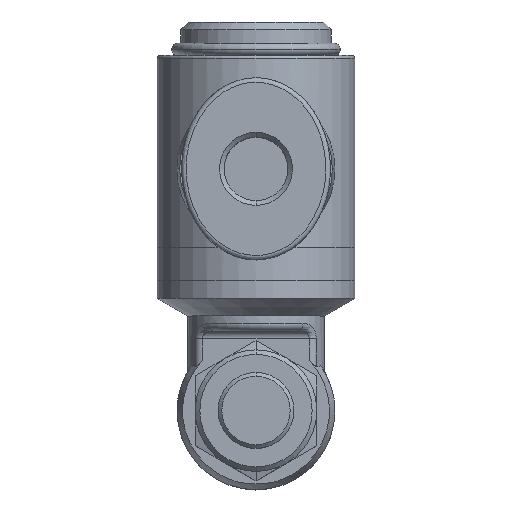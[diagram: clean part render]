
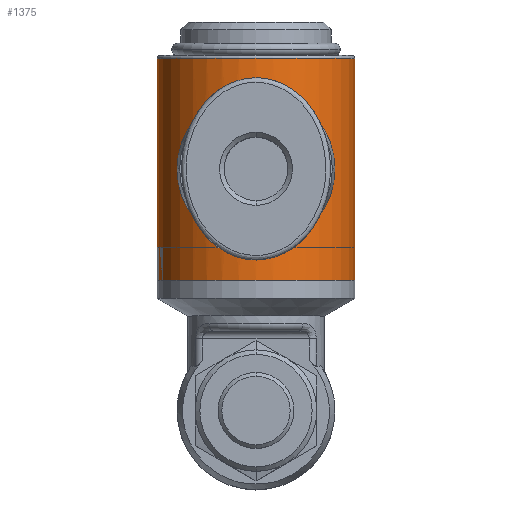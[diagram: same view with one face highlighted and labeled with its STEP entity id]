
A CAD part, top view. The second image highlights one B-rep face of the part: STEP entity #1375.
In plain terms, the highlighted cylindrical face has radius 6.5 mm (diameter 13 mm), a partial arc.
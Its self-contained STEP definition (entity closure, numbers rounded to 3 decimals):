
#999=CARTESIAN_POINT('',(24.714,7.929,7.5));
#1000=VERTEX_POINT('',#999);
#1016=CARTESIAN_POINT('',(17.714,7.929,7.5));
#1017=VERTEX_POINT('',#1016);
#1024=CARTESIAN_POINT('',(24.714,7.929,7.5));
#1025=CARTESIAN_POINT('',(24.714,7.929,7.274));
#1026=CARTESIAN_POINT('',(24.692,7.914,7.043));
#1027=CARTESIAN_POINT('',(24.601,7.858,6.587));
#1028=CARTESIAN_POINT('',(24.532,7.816,6.362));
#1029=CARTESIAN_POINT('',(24.352,7.713,5.933));
#1030=CARTESIAN_POINT('',(24.241,7.652,5.728));
#1031=CARTESIAN_POINT('',(23.986,7.525,5.351));
#1032=CARTESIAN_POINT('',(23.842,7.459,5.178));
#1033=CARTESIAN_POINT('',(23.536,7.333,4.873));
#1034=CARTESIAN_POINT('',(23.364,7.269,4.729));
#1035=CARTESIAN_POINT('',(22.986,7.149,4.473));
#1036=CARTESIAN_POINT('',(22.781,7.094,4.362));
#1037=CARTESIAN_POINT('',(22.351,7.003,4.182));
#1038=CARTESIAN_POINT('',(22.126,6.966,4.113));
#1039=CARTESIAN_POINT('',(21.669,6.918,4.022));
#1040=CARTESIAN_POINT('',(21.438,6.906,4.0));
#1041=CARTESIAN_POINT('',(20.989,6.906,4.0));
#1042=CARTESIAN_POINT('',(20.758,6.918,4.022));
#1043=CARTESIAN_POINT('',(20.302,6.966,4.113));
#1044=CARTESIAN_POINT('',(20.076,7.003,4.182));
#1045=CARTESIAN_POINT('',(19.646,7.094,4.362));
#1046=CARTESIAN_POINT('',(19.441,7.149,4.473));
#1047=CARTESIAN_POINT('',(19.064,7.269,4.729));
#1048=CARTESIAN_POINT('',(18.891,7.333,4.873));
#1049=CARTESIAN_POINT('',(18.586,7.459,5.178));
#1050=CARTESIAN_POINT('',(18.442,7.525,5.351));
#1051=CARTESIAN_POINT('',(18.187,7.652,5.728));
#1052=CARTESIAN_POINT('',(18.075,7.713,5.933));
#1053=CARTESIAN_POINT('',(17.896,7.816,6.362));
#1054=CARTESIAN_POINT('',(17.827,7.858,6.587));
#1055=CARTESIAN_POINT('',(17.736,7.914,7.043));
#1056=CARTESIAN_POINT('',(17.714,7.929,7.274));
#1057=CARTESIAN_POINT('',(17.714,7.929,7.5));
#1058=B_SPLINE_CURVE_WITH_KNOTS('',3,(#1024,#1025,#1026,#1027,#1028,#1029,#1030,#1031,#1032,#1033,#1034,#1035,#1036,#1037,#1038,#1039,#1040,#1041,#1042,#1043,#1044,#1045,#1046,#1047,#1048,#1049,#1050,#1051,#1052,#1053,#1054,#1055,#1056,#1057),.UNSPECIFIED.,.F.,.U.,(4,2,2,2,2,2,2,2,2,2,2,2,2,2,2,2,4),(0.0,0.677,1.353,2.03,2.706,3.38,4.054,4.728,5.402,6.076,6.75,7.424,8.098,8.774,9.451,10.127,10.804),.UNSPECIFIED.);
#1059=EDGE_CURVE('',#1000,#1017,#1058,.T.);
#1265=CARTESIAN_POINT('',(14.714,13.406,14.8));
#1266=VERTEX_POINT('',#1265);
#1276=CARTESIAN_POINT('',(27.714,13.406,14.8));
#1277=VERTEX_POINT('',#1276);
#1278=CARTESIAN_POINT('',(21.214,13.406,14.8));
#1279=DIRECTION('',(0.0,0.0,1.0));
#1280=DIRECTION('',(-1.0,0.0,0.0));
#1281=AXIS2_PLACEMENT_3D('',#1278,#1279,#1280);
#1282=CIRCLE('',#1281,6.5);
#1283=EDGE_CURVE('',#1266,#1277,#1282,.T.);
#1304=CARTESIAN_POINT('',(21.214,13.406,0.0));
#1305=DIRECTION('',(0.0,0.0,1.0));
#1306=DIRECTION('',(1.0,0.0,0.0));
#1307=AXIS2_PLACEMENT_3D('',#1304,#1305,#1306);
#1308=CYLINDRICAL_SURFACE('',#1307,6.5);
#1309=CARTESIAN_POINT('',(27.714,13.406,0.2));
#1310=VERTEX_POINT('',#1309);
#1311=CARTESIAN_POINT('',(27.714,13.406,14.8));
#1312=DIRECTION('',(0.0,0.0,-1.0));
#1313=VECTOR('',#1312,14.6);
#1314=LINE('',#1311,#1313);
#1315=EDGE_CURVE('',#1277,#1310,#1314,.T.);
#1316=ORIENTED_EDGE('',*,*,#1315,.F.);
#1317=ORIENTED_EDGE('',*,*,#1283,.F.);
#1318=CARTESIAN_POINT('',(14.714,13.406,0.2));
#1319=VERTEX_POINT('',#1318);
#1320=CARTESIAN_POINT('',(14.714,13.406,14.8));
#1321=DIRECTION('',(0.0,0.0,-1.0));
#1322=VECTOR('',#1321,14.6);
#1323=LINE('',#1320,#1322);
#1324=EDGE_CURVE('',#1266,#1319,#1323,.T.);
#1325=ORIENTED_EDGE('',*,*,#1324,.T.);
#1326=CARTESIAN_POINT('',(21.214,13.406,0.2));
#1327=DIRECTION('',(0.0,0.0,-1.0));
#1328=DIRECTION('',(-1.0,0.0,0.0));
#1329=AXIS2_PLACEMENT_3D('',#1326,#1327,#1328);
#1330=CIRCLE('',#1329,6.5);
#1331=EDGE_CURVE('',#1310,#1319,#1330,.T.);
#1332=ORIENTED_EDGE('',*,*,#1331,.F.);
#1333=EDGE_LOOP('',(#1316,#1317,#1325,#1332));
#1334=FACE_OUTER_BOUND('',#1333,.T.);
#1335=ORIENTED_EDGE('',*,*,#1059,.T.);
#1336=CARTESIAN_POINT('',(17.714,7.929,7.5));
#1337=CARTESIAN_POINT('',(17.714,7.929,7.726));
#1338=CARTESIAN_POINT('',(17.736,7.914,7.957));
#1339=CARTESIAN_POINT('',(17.827,7.858,8.413));
#1340=CARTESIAN_POINT('',(17.896,7.816,8.638));
#1341=CARTESIAN_POINT('',(18.075,7.713,9.067));
#1342=CARTESIAN_POINT('',(18.187,7.652,9.272));
#1343=CARTESIAN_POINT('',(18.442,7.525,9.649));
#1344=CARTESIAN_POINT('',(18.586,7.459,9.822));
#1345=CARTESIAN_POINT('',(18.891,7.333,10.127));
#1346=CARTESIAN_POINT('',(19.064,7.269,10.271));
#1347=CARTESIAN_POINT('',(19.441,7.149,10.527));
#1348=CARTESIAN_POINT('',(19.646,7.094,10.638));
#1349=CARTESIAN_POINT('',(20.076,7.003,10.818));
#1350=CARTESIAN_POINT('',(20.302,6.966,10.887));
#1351=CARTESIAN_POINT('',(20.758,6.918,10.978));
#1352=CARTESIAN_POINT('',(20.989,6.906,11.0));
#1353=CARTESIAN_POINT('',(21.438,6.906,11.0));
#1354=CARTESIAN_POINT('',(21.669,6.918,10.978));
#1355=CARTESIAN_POINT('',(22.126,6.966,10.887));
#1356=CARTESIAN_POINT('',(22.351,7.003,10.818));
#1357=CARTESIAN_POINT('',(22.781,7.094,10.638));
#1358=CARTESIAN_POINT('',(22.986,7.149,10.527));
#1359=CARTESIAN_POINT('',(23.364,7.269,10.271));
#1360=CARTESIAN_POINT('',(23.536,7.333,10.127));
#1361=CARTESIAN_POINT('',(23.842,7.459,9.822));
#1362=CARTESIAN_POINT('',(23.986,7.525,9.649));
#1363=CARTESIAN_POINT('',(24.241,7.652,9.272));
#1364=CARTESIAN_POINT('',(24.352,7.713,9.067));
#1365=CARTESIAN_POINT('',(24.532,7.816,8.638));
#1366=CARTESIAN_POINT('',(24.601,7.858,8.413));
#1367=CARTESIAN_POINT('',(24.692,7.914,7.957));
#1368=CARTESIAN_POINT('',(24.714,7.929,7.726));
#1369=CARTESIAN_POINT('',(24.714,7.929,7.5));
#1370=B_SPLINE_CURVE_WITH_KNOTS('',3,(#1336,#1337,#1338,#1339,#1340,#1341,#1342,#1343,#1344,#1345,#1346,#1347,#1348,#1349,#1350,#1351,#1352,#1353,#1354,#1355,#1356,#1357,#1358,#1359,#1360,#1361,#1362,#1363,#1364,#1365,#1366,#1367,#1368,#1369),.UNSPECIFIED.,.F.,.U.,(4,2,2,2,2,2,2,2,2,2,2,2,2,2,2,2,4),(10.804,11.48,12.157,12.833,13.51,14.184,14.858,15.532,16.206,16.88,17.553,18.227,18.901,19.578,20.254,20.931,21.607),.UNSPECIFIED.);
#1371=EDGE_CURVE('',#1017,#1000,#1370,.T.);
#1372=ORIENTED_EDGE('',*,*,#1371,.T.);
#1373=EDGE_LOOP('',(#1335,#1372));
#1374=FACE_BOUND('',#1373,.T.);
#1375=ADVANCED_FACE('',(#1334,#1374),#1308,.T.);
